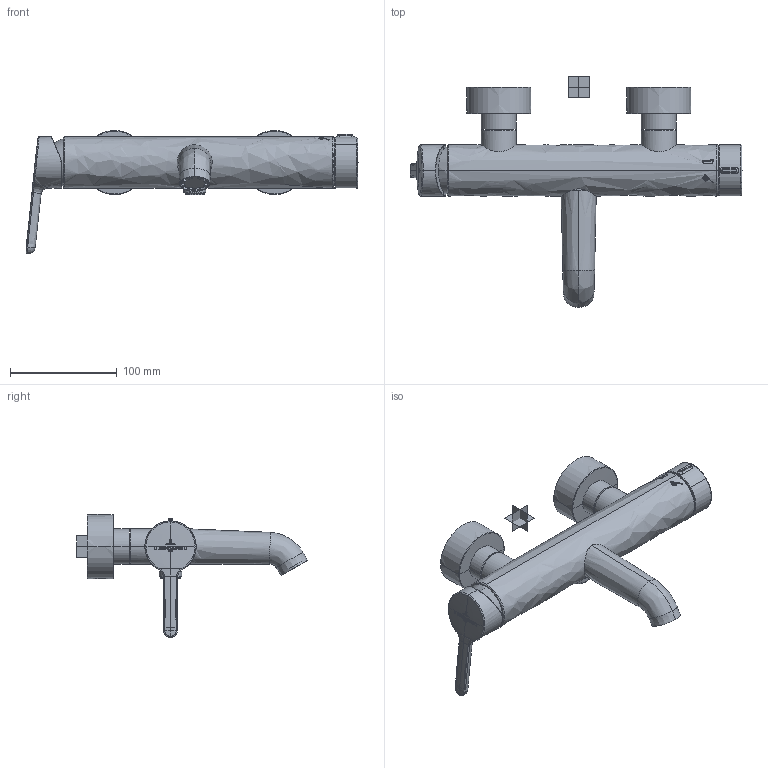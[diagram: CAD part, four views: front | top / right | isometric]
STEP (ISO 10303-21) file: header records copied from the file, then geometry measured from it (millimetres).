
FILE_DESCRIPTION((''),'2;1');
FILE_NAME('TVS116003000_3DPL','2025-01-30T15:54:21',('HristovG'),('IDEAL STANDARD BVBA'),'CREO PARAMETRIC BY PTC INC, 2024253','CREO PARAMETRIC BY PTC INC, 2024253','');
FILE_SCHEMA(('AP242_MANAGED_MODEL_BASED_3D_ENGINEERING_MIM_LF { 1 0 10303 442 1 1 4 }'));
Products named in the file (1): TVS116003000_3DPL
Bounding box: 311.13 x 216.34 x 115.36 mm (x, y, z)
Volume: 819674.4 mm3; surface area: 90442.8 mm2
Topology: 1 solids, 4 shells, 810 faces, 2046 edges, 1330 vertices
Faces by surface type: plane 308, bspline 186, cylinder 161, extrusion 117, torus 18, cone 14, sphere 6
Entity records: 46513 total; most frequent: CARTESIAN_POINT 20330, ORIENTED_EDGE 4074, DIRECTION 2168, EDGE_CURVE 2043, FILL_AREA_STYLE_COLOUR 1457, FILL_AREA_STYLE 1457, SURFACE_STYLE_FILL_AREA 1457, SURFACE_SIDE_STYLE 1457
